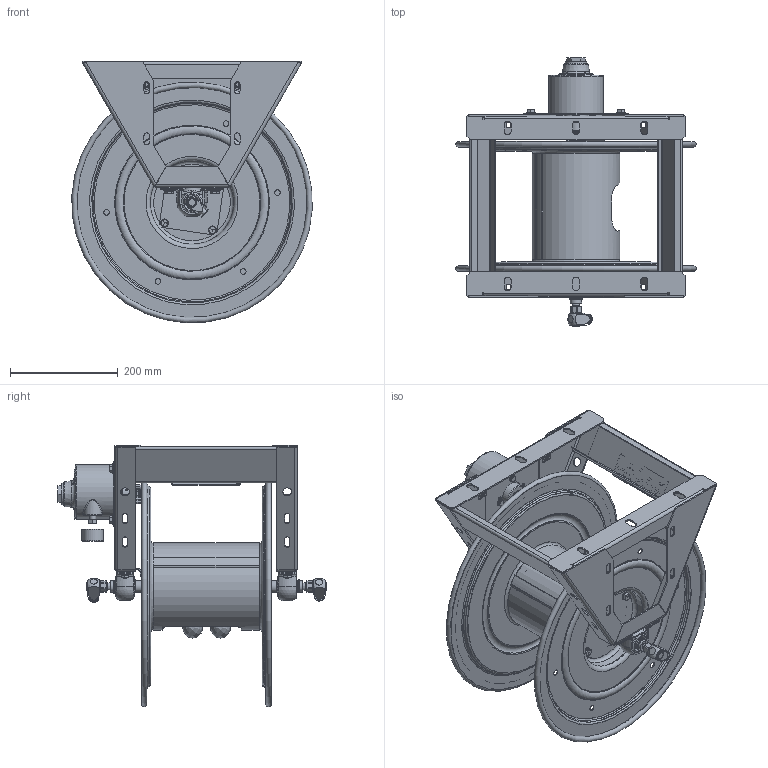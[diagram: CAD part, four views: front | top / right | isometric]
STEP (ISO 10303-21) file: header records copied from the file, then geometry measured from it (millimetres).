
FILE_DESCRIPTION(/* description */ (''),/* implementation_level */ '2;1');
FILE_NAME(/* name */ '1275HPL-A-8-A_SHARED.stp',/* time_stamp */ '2020-03-16T09:13:21-07:00',/* author */ ('NMelton'),/* organization */ (''),/* preprocessor_version */ 'ST-DEVELOPER v17',/* originating_system */ 'Autodesk Inventor 2019',/* authorisation */ '');
FILE_SCHEMA (('AUTOMOTIVE_DESIGN { 1 0 10303 214 3 1 1 }'));
Products named in the file (1): 1275HPL-A-8-A_SHARED
Bounding box: 447.02 x 498.85 x 486.02 mm (x, y, z)
Surface area: 1715959.9 mm2 (no closed solid volume)
Topology: 0 solids, 148 shells, 2987 faces, 10224 edges, 7167 vertices
Faces by surface type: cylinder 1198, plane 989, cone 328, bspline 288, torus 139, sphere 45
Full cylindrical faces by diameter (mm): 1.245 x4, 1.321 x4, 2.54 x1, 3.048 x1, 3.962 x1, 4.369 x2, 6.35 x1, 6.909 x2, 6.985 x4, 7.938 x7, 8.795 x1, 9.246 x4, 10.001 x3, 10.414 x6, 10.439 x1, 10.592 x2, 10.795 x2, 11.43 x8, 12.192 x4, 12.7 x7, 12.859 x4, 13.398 x2, 13.868 x2, 14.186 x4, 14.3 x1, 15.875 x2, 16.662 x4, 17.615 x8, 18.644 x2, 19.253 x2
Entity records: 130873 total; most frequent: CARTESIAN_POINT 44883, ORIENTED_EDGE 16624, DIRECTION 16240, EDGE_CURVE 10160, VERTEX_POINT 7167, AXIS2_PLACEMENT_3D 5949, LINE 4342, VECTOR 4342
